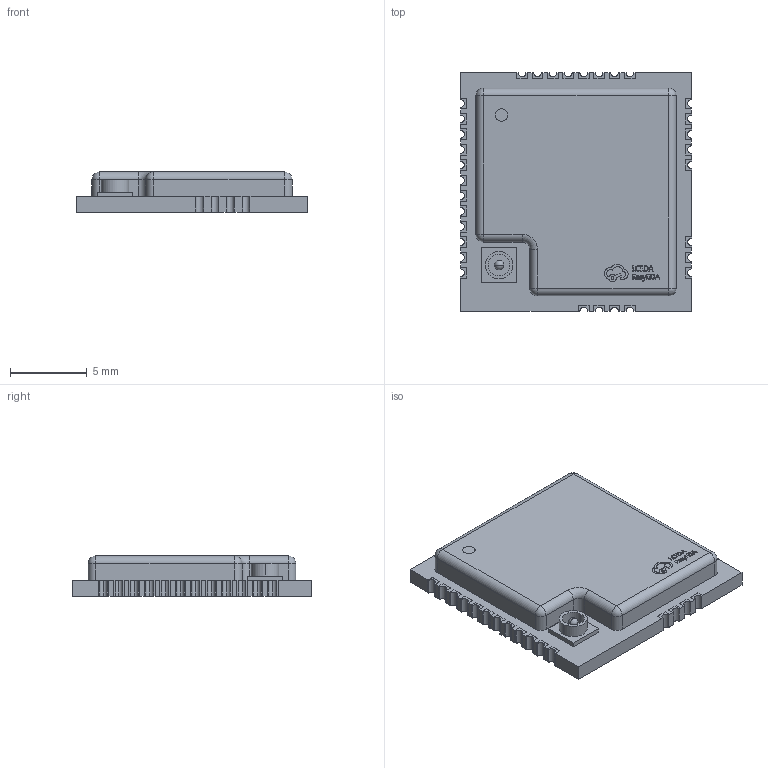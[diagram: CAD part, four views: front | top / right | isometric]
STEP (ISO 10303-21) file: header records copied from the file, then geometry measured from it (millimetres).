
FILE_DESCRIPTION (( 'STEP AP214' ), '1' );
FILE_NAME ('WIRELM-SMD_32P-L15.5-W15.0-P1.00.STEP', '2023-05-24T02:12:07', ( 'PC' ), ( 'Microsoft' ), 'SwSTEP 2.0', 'SolidWorks 2020', '' );
FILE_SCHEMA (( 'AUTOMOTIVE_DESIGN' ));
Length unit declared in the file: millimetre
Products named in the file (1): WIRELM-SMD_32P-L15.5-W15.0-P1.00
Bounding box: 15.02 x 15.5 x 2.62 mm (x, y, z)
Volume: 490.5 mm3; surface area: 615.4 mm2
Topology: 1 solids, 1 shells, 605 faces, 1725 edges, 1140 vertices
Faces by surface type: plane 435, bspline 98, cylinder 64, sphere 7, torus 1
Entity records: 26618 total; most frequent: CARTESIAN_POINT 4766, ORIENTED_EDGE 3432, DIRECTION 2663, EDGE_CURVE 1716, LINE 1385, VECTOR 1385, VERTEX_POINT 1138, AXIS2_PLACEMENT_3D 639
